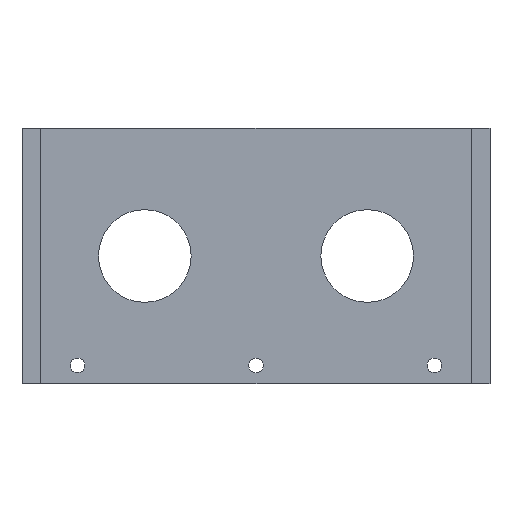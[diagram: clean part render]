
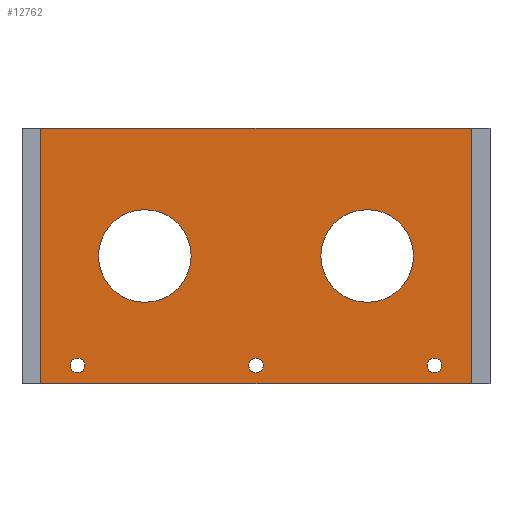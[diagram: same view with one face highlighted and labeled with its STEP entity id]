
A CAD part, front view. The second image highlights one B-rep face of the part: STEP entity #12762.
In plain terms, the highlighted planar face has unit normal (0, -1, 0).
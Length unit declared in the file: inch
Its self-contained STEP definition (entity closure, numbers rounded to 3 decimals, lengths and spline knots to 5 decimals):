
#184 = EDGE_CURVE ( 'NONE', #16599, #2132, #4310, .T. ) ;
#237 = AXIS2_PLACEMENT_3D ( 'NONE', #18250, #15400, #16290 ) ;
#290 = VERTEX_POINT ( 'NONE', #3469 ) ;
#376 = CARTESIAN_POINT ( 'NONE',  ( 2.90748, 0., -1.72638 ) ) ;
#429 = CIRCLE ( 'NONE', #3413, 0.625 ) ;
#975 = CARTESIAN_POINT ( 'NONE',  ( 0., 0., 0. ) ) ;
#1075 = FACE_BOUND ( 'NONE', #17942, .T. ) ;
#1126 = EDGE_CURVE ( 'NONE', #14901, #5938, #17328, .T. ) ;
#1250 = CARTESIAN_POINT ( 'NONE',  ( 2.90748, 0., 1.72638 ) ) ;
#1629 = DIRECTION ( 'NONE',  ( 0., 1., 0. ) ) ;
#1664 = CARTESIAN_POINT ( 'NONE',  ( 2.40748, 0., -1.5748 ) ) ;
#1675 = CARTESIAN_POINT ( 'NONE',  ( -2.40748, 0., -1.47638 ) ) ;
#1964 = DIRECTION ( 'NONE',  ( 0., 0., 1. ) ) ;
#2125 = CARTESIAN_POINT ( 'NONE',  ( 2.40748, 0., -1.37795 ) ) ;
#2132 = VERTEX_POINT ( 'NONE', #2125 ) ;
#2278 = DIRECTION ( 'NONE',  ( 0., 0., 1. ) ) ;
#2373 = CIRCLE ( 'NONE', #18368, 0.09843 ) ;
#2411 = FACE_OUTER_BOUND ( 'NONE', #6313, .T. ) ;
#2505 = PLANE ( 'NONE',  #6417 ) ;
#2929 = DIRECTION ( 'NONE',  ( 0., 0., 1. ) ) ;
#3025 = EDGE_LOOP ( 'NONE', ( #5868, #6144 ) ) ;
#3131 = CIRCLE ( 'NONE', #4920, 0.625 ) ;
#3202 = ORIENTED_EDGE ( 'NONE', *, *, #14168, .F. ) ;
#3271 = CIRCLE ( 'NONE', #237, 0.09843 ) ;
#3413 = AXIS2_PLACEMENT_3D ( 'NONE', #7623, #10816, #1964 ) ;
#3469 = CARTESIAN_POINT ( 'NONE',  ( -2.90748, 0., 1.72638 ) ) ;
#3721 = FACE_BOUND ( 'NONE', #3025, .T. ) ;
#3915 = DIRECTION ( 'NONE',  ( 0., -1., 0. ) ) ;
#4019 = ORIENTED_EDGE ( 'NONE', *, *, #13873, .T. ) ;
#4171 = LINE ( 'NONE', #18552, #6134 ) ;
#4273 = EDGE_CURVE ( 'NONE', #17544, #290, #9026, .T. ) ;
#4310 = CIRCLE ( 'NONE', #14570, 0.09843 ) ;
#4420 = DIRECTION ( 'NONE',  ( 0., 0., 1. ) ) ;
#4468 = CIRCLE ( 'NONE', #15031, 0.09843 ) ;
#4546 = LINE ( 'NONE', #5958, #11988 ) ;
#4760 = CARTESIAN_POINT ( 'NONE',  ( 1.5, 0., 0.625 ) ) ;
#4782 = ORIENTED_EDGE ( 'NONE', *, *, #7660, .T. ) ;
#4833 = EDGE_CURVE ( 'NONE', #8224, #13702, #5419, .T. ) ;
#4920 = AXIS2_PLACEMENT_3D ( 'NONE', #14398, #7234, #16913 ) ;
#5199 = VERTEX_POINT ( 'NONE', #9018 ) ;
#5419 = CIRCLE ( 'NONE', #9334, 0.625 ) ;
#5553 = ORIENTED_EDGE ( 'NONE', *, *, #15120, .F. ) ;
#5683 = DIRECTION ( 'NONE',  ( 0., 0., 1. ) ) ;
#5744 = CARTESIAN_POINT ( 'NONE',  ( -2.40748, 0., -1.47638 ) ) ;
#5868 = ORIENTED_EDGE ( 'NONE', *, *, #6446, .T. ) ;
#5938 = VERTEX_POINT ( 'NONE', #14906 ) ;
#5958 = CARTESIAN_POINT ( 'NONE',  ( -2.90748, 0., 1.72638 ) ) ;
#5970 = ORIENTED_EDGE ( 'NONE', *, *, #10522, .F. ) ;
#6134 = VECTOR ( 'NONE', #8335, 39.37008 ) ;
#6144 = ORIENTED_EDGE ( 'NONE', *, *, #6600, .T. ) ;
#6313 = EDGE_LOOP ( 'NONE', ( #5970, #3202, #9833, #5553 ) ) ;
#6417 = AXIS2_PLACEMENT_3D ( 'NONE', #975, #3915, #15342 ) ;
#6446 = EDGE_CURVE ( 'NONE', #5199, #8441, #2373, .T. ) ;
#6600 = EDGE_CURVE ( 'NONE', #8441, #5199, #3271, .T. ) ;
#7226 = EDGE_CURVE ( 'NONE', #8786, #8642, #4468, .T. ) ;
#7234 = DIRECTION ( 'NONE',  ( 0., 1., 0. ) ) ;
#7439 = DIRECTION ( 'NONE',  ( 0., 1., 0. ) ) ;
#7623 = CARTESIAN_POINT ( 'NONE',  ( 1.5, 0., 0. ) ) ;
#7660 = EDGE_CURVE ( 'NONE', #2132, #16599, #16867, .T. ) ;
#7896 = ORIENTED_EDGE ( 'NONE', *, *, #13675, .T. ) ;
#8224 = VERTEX_POINT ( 'NONE', #15362 ) ;
#8259 = CARTESIAN_POINT ( 'NONE',  ( -2.90748, 0., -1.72638 ) ) ;
#8308 = DIRECTION ( 'NONE',  ( -1., 0., 0. ) ) ;
#8335 = DIRECTION ( 'NONE',  ( 0., 0., -1. ) ) ;
#8441 = VERTEX_POINT ( 'NONE', #16388 ) ;
#8531 = VERTEX_POINT ( 'NONE', #376 ) ;
#8642 = VERTEX_POINT ( 'NONE', #11230 ) ;
#8717 = EDGE_LOOP ( 'NONE', ( #10469, #14890 ) ) ;
#8719 = AXIS2_PLACEMENT_3D ( 'NONE', #17408, #1629, #5683 ) ;
#8786 = VERTEX_POINT ( 'NONE', #11115 ) ;
#9018 = CARTESIAN_POINT ( 'NONE',  ( 0., 0., -1.37795 ) ) ;
#9026 = LINE ( 'NONE', #9486, #18064 ) ;
#9334 = AXIS2_PLACEMENT_3D ( 'NONE', #9442, #15205, #2278 ) ;
#9354 = LINE ( 'NONE', #16917, #10189 ) ;
#9423 = EDGE_LOOP ( 'NONE', ( #7896, #10157 ) ) ;
#9442 = CARTESIAN_POINT ( 'NONE',  ( 1.5, 0., 0. ) ) ;
#9486 = CARTESIAN_POINT ( 'NONE',  ( -2.90748, 0., 1.72638 ) ) ;
#9547 = CARTESIAN_POINT ( 'NONE',  ( -1.5, 0., 0. ) ) ;
#9767 = ORIENTED_EDGE ( 'NONE', *, *, #7226, .T. ) ;
#9804 = EDGE_CURVE ( 'NONE', #13702, #8224, #429, .T. ) ;
#9833 = ORIENTED_EDGE ( 'NONE', *, *, #4273, .F. ) ;
#10043 = AXIS2_PLACEMENT_3D ( 'NONE', #5744, #18614, #2929 ) ;
#10157 = ORIENTED_EDGE ( 'NONE', *, *, #1126, .T. ) ;
#10189 = VECTOR ( 'NONE', #8308, 39.37008 ) ;
#10469 = ORIENTED_EDGE ( 'NONE', *, *, #9804, .T. ) ;
#10522 = EDGE_CURVE ( 'NONE', #16159, #8531, #4171, .T. ) ;
#10816 = DIRECTION ( 'NONE',  ( 0., 1., 0. ) ) ;
#11115 = CARTESIAN_POINT ( 'NONE',  ( -2.40748, 0., -1.37795 ) ) ;
#11230 = CARTESIAN_POINT ( 'NONE',  ( -2.40748, 0., -1.5748 ) ) ;
#11279 = AXIS2_PLACEMENT_3D ( 'NONE', #9547, #18347, #15404 ) ;
#11312 = CARTESIAN_POINT ( 'NONE',  ( 2.40748, 0., -1.47638 ) ) ;
#11749 = DIRECTION ( 'NONE',  ( 0., 1., 0. ) ) ;
#11988 = VECTOR ( 'NONE', #16524, 39.37008 ) ;
#12762 = ADVANCED_FACE ( 'NONE', ( #16862, #3721, #1075, #16676, #15432, #2411 ), #2505, .T. ) ;
#12885 = CARTESIAN_POINT ( 'NONE',  ( -1.5, 0., -0.625 ) ) ;
#13183 = DIRECTION ( 'NONE',  ( 0., 0., 1. ) ) ;
#13316 = ORIENTED_EDGE ( 'NONE', *, *, #184, .T. ) ;
#13675 = EDGE_CURVE ( 'NONE', #5938, #14901, #3131, .T. ) ;
#13702 = VERTEX_POINT ( 'NONE', #4760 ) ;
#13873 = EDGE_CURVE ( 'NONE', #8642, #8786, #18210, .T. ) ;
#13900 = DIRECTION ( 'NONE',  ( 0., 0., 1. ) ) ;
#14168 = EDGE_CURVE ( 'NONE', #290, #16159, #4546, .T. ) ;
#14398 = CARTESIAN_POINT ( 'NONE',  ( -1.5, 0., 0. ) ) ;
#14570 = AXIS2_PLACEMENT_3D ( 'NONE', #11312, #17284, #4420 ) ;
#14582 = DIRECTION ( 'NONE',  ( 0., 0., 1. ) ) ;
#14890 = ORIENTED_EDGE ( 'NONE', *, *, #4833, .T. ) ;
#14901 = VERTEX_POINT ( 'NONE', #12885 ) ;
#14906 = CARTESIAN_POINT ( 'NONE',  ( -1.5, 0., 0.625 ) ) ;
#15031 = AXIS2_PLACEMENT_3D ( 'NONE', #1675, #7439, #13183 ) ;
#15120 = EDGE_CURVE ( 'NONE', #8531, #17544, #9354, .T. ) ;
#15205 = DIRECTION ( 'NONE',  ( 0., 1., 0. ) ) ;
#15342 = DIRECTION ( 'NONE',  ( 0., 0., -1. ) ) ;
#15362 = CARTESIAN_POINT ( 'NONE',  ( 1.5, 0., -0.625 ) ) ;
#15400 = DIRECTION ( 'NONE',  ( 0., 1., 0. ) ) ;
#15404 = DIRECTION ( 'NONE',  ( 0., 0., 1. ) ) ;
#15432 = FACE_BOUND ( 'NONE', #9423, .T. ) ;
#16018 = CARTESIAN_POINT ( 'NONE',  ( 0., 0., -1.47638 ) ) ;
#16159 = VERTEX_POINT ( 'NONE', #1250 ) ;
#16290 = DIRECTION ( 'NONE',  ( 0., 0., 1. ) ) ;
#16388 = CARTESIAN_POINT ( 'NONE',  ( 0., 0., -1.5748 ) ) ;
#16403 = EDGE_LOOP ( 'NONE', ( #9767, #4019 ) ) ;
#16524 = DIRECTION ( 'NONE',  ( 1., 0., 0. ) ) ;
#16599 = VERTEX_POINT ( 'NONE', #1664 ) ;
#16676 = FACE_BOUND ( 'NONE', #8717, .T. ) ;
#16862 = FACE_BOUND ( 'NONE', #16403, .T. ) ;
#16867 = CIRCLE ( 'NONE', #8719, 0.09843 ) ;
#16913 = DIRECTION ( 'NONE',  ( 0., 0., 1. ) ) ;
#16917 = CARTESIAN_POINT ( 'NONE',  ( -2.90748, 0., -1.72638 ) ) ;
#17284 = DIRECTION ( 'NONE',  ( 0., 1., 0. ) ) ;
#17328 = CIRCLE ( 'NONE', #11279, 0.625 ) ;
#17408 = CARTESIAN_POINT ( 'NONE',  ( 2.40748, 0., -1.47638 ) ) ;
#17544 = VERTEX_POINT ( 'NONE', #8259 ) ;
#17942 = EDGE_LOOP ( 'NONE', ( #4782, #13316 ) ) ;
#18064 = VECTOR ( 'NONE', #13900, 39.37008 ) ;
#18210 = CIRCLE ( 'NONE', #10043, 0.09843 ) ;
#18250 = CARTESIAN_POINT ( 'NONE',  ( 0., 0., -1.47638 ) ) ;
#18347 = DIRECTION ( 'NONE',  ( 0., 1., 0. ) ) ;
#18368 = AXIS2_PLACEMENT_3D ( 'NONE', #16018, #11749, #14582 ) ;
#18552 = CARTESIAN_POINT ( 'NONE',  ( 2.90748, 0., 1.72638 ) ) ;
#18614 = DIRECTION ( 'NONE',  ( 0., 1., 0. ) ) ;
